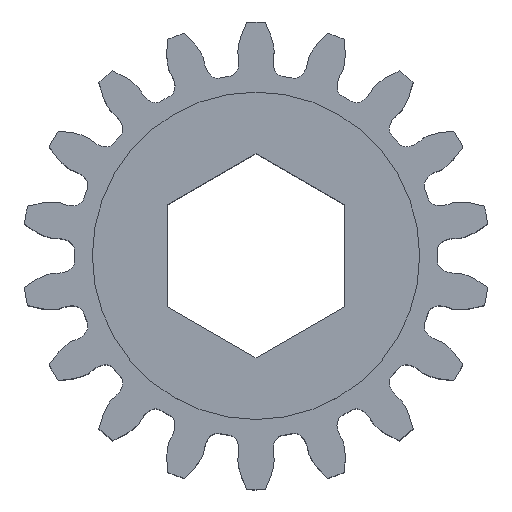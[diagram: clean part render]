
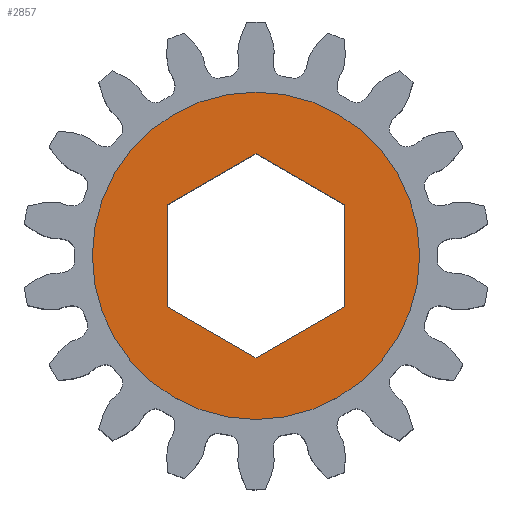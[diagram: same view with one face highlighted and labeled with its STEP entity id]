
A CAD part, top view. The second image highlights one B-rep face of the part: STEP entity #2857.
In plain terms, the highlighted planar face has unit normal (0, 0, 1).
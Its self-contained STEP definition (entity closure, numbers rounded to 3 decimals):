
#56 = DIRECTION ( 'NONE',  ( 1., 0., 0. ) ) ;
#101 = EDGE_CURVE ( 'NONE', #2714, #972, #2636, .T. ) ;
#356 = ORIENTED_EDGE ( 'NONE', *, *, #101, .T. ) ;
#363 = EDGE_CURVE ( 'NONE', #1911, #5282, #6067, .T. ) ;
#560 = VECTOR ( 'NONE', #4062, 1000. ) ;
#578 = VECTOR ( 'NONE', #5368, 1000. ) ;
#763 = DIRECTION ( 'NONE',  ( 0., 0., 1. ) ) ;
#854 = DIRECTION ( 'NONE',  ( -0.866, 0.5, 0. ) ) ;
#931 = VECTOR ( 'NONE', #4496, 1000. ) ;
#972 = VERTEX_POINT ( 'NONE', #3791 ) ;
#996 = DIRECTION ( 'NONE',  ( 0., 1., 0. ) ) ;
#1090 = ORIENTED_EDGE ( 'NONE', *, *, #2592, .F. ) ;
#1146 = LINE ( 'NONE', #2584, #4037 ) ;
#1168 = VERTEX_POINT ( 'NONE', #3294 ) ;
#1874 = PLANE ( 'NONE',  #6030 ) ;
#1911 = VERTEX_POINT ( 'NONE', #3741 ) ;
#2027 = DIRECTION ( 'NONE',  ( 0., 0., 1. ) ) ;
#2034 = ORIENTED_EDGE ( 'NONE', *, *, #363, .F. ) ;
#2385 = CARTESIAN_POINT ( 'NONE',  ( -8.89, 0., 6.325 ) ) ;
#2570 = EDGE_LOOP ( 'NONE', ( #1090, #2815, #2034, #3971, #4019, #3578 ) ) ;
#2584 = CARTESIAN_POINT ( 'NONE',  ( 0., 5.543, 6.325 ) ) ;
#2592 = EDGE_CURVE ( 'NONE', #3132, #6311, #6595, .T. ) ;
#2636 = CIRCLE ( 'NONE', #3090, 8.89 ) ;
#2684 = CARTESIAN_POINT ( 'NONE',  ( 0., 0., 6.325 ) ) ;
#2714 = VERTEX_POINT ( 'NONE', #2385 ) ;
#2815 = ORIENTED_EDGE ( 'NONE', *, *, #5123, .F. ) ;
#2857 = ADVANCED_FACE ( 'NONE', ( #3450, #4828 ), #1874, .T. ) ;
#2880 = CARTESIAN_POINT ( 'NONE',  ( 0., -5.543, 6.325 ) ) ;
#3090 = AXIS2_PLACEMENT_3D ( 'NONE', #5242, #2027, #5772 ) ;
#3132 = VERTEX_POINT ( 'NONE', #3445 ) ;
#3223 = DIRECTION ( 'NONE',  ( 0., 0., 1. ) ) ;
#3294 = CARTESIAN_POINT ( 'NONE',  ( 4.801, 2.772, 6.325 ) ) ;
#3445 = CARTESIAN_POINT ( 'NONE',  ( 0., -5.543, 6.325 ) ) ;
#3450 = FACE_BOUND ( 'NONE', #2570, .T. ) ;
#3497 = EDGE_LOOP ( 'NONE', ( #356, #5183 ) ) ;
#3563 = EDGE_CURVE ( 'NONE', #4519, #1911, #1146, .T. ) ;
#3578 = ORIENTED_EDGE ( 'NONE', *, *, #3697, .F. ) ;
#3676 = VECTOR ( 'NONE', #996, 1000. ) ;
#3697 = EDGE_CURVE ( 'NONE', #6311, #1168, #6486, .T. ) ;
#3741 = CARTESIAN_POINT ( 'NONE',  ( -4.801, 2.772, 6.325 ) ) ;
#3763 = CARTESIAN_POINT ( 'NONE',  ( -4.801, -2.772, 6.325 ) ) ;
#3791 = CARTESIAN_POINT ( 'NONE',  ( 8.89, 0., 6.325 ) ) ;
#3955 = CARTESIAN_POINT ( 'NONE',  ( 0., 0., 6.325 ) ) ;
#3971 = ORIENTED_EDGE ( 'NONE', *, *, #3563, .F. ) ;
#4019 = ORIENTED_EDGE ( 'NONE', *, *, #5698, .F. ) ;
#4037 = VECTOR ( 'NONE', #6312, 1000. ) ;
#4056 = CARTESIAN_POINT ( 'NONE',  ( 4.801, 2.772, 6.325 ) ) ;
#4062 = DIRECTION ( 'NONE',  ( 0., -1., 0. ) ) ;
#4490 = DIRECTION ( 'NONE',  ( 1., 0., 0. ) ) ;
#4496 = DIRECTION ( 'NONE',  ( 0.866, 0.5, 0. ) ) ;
#4519 = VERTEX_POINT ( 'NONE', #5840 ) ;
#4706 = AXIS2_PLACEMENT_3D ( 'NONE', #3955, #763, #4490 ) ;
#4775 = CARTESIAN_POINT ( 'NONE',  ( 4.801, -2.772, 6.325 ) ) ;
#4828 = FACE_OUTER_BOUND ( 'NONE', #3497, .T. ) ;
#5123 = EDGE_CURVE ( 'NONE', #5282, #3132, #6261, .T. ) ;
#5163 = EDGE_CURVE ( 'NONE', #972, #2714, #6098, .T. ) ;
#5183 = ORIENTED_EDGE ( 'NONE', *, *, #5163, .T. ) ;
#5242 = CARTESIAN_POINT ( 'NONE',  ( 0., 0., 6.325 ) ) ;
#5282 = VERTEX_POINT ( 'NONE', #6596 ) ;
#5368 = DIRECTION ( 'NONE',  ( 0.866, -0.5, 0. ) ) ;
#5698 = EDGE_CURVE ( 'NONE', #1168, #4519, #6820, .T. ) ;
#5760 = VECTOR ( 'NONE', #854, 1000. ) ;
#5772 = DIRECTION ( 'NONE',  ( 1., 0., 0. ) ) ;
#5840 = CARTESIAN_POINT ( 'NONE',  ( 0., 5.543, 6.325 ) ) ;
#6030 = AXIS2_PLACEMENT_3D ( 'NONE', #2684, #3223, #56 ) ;
#6067 = LINE ( 'NONE', #6779, #560 ) ;
#6098 = CIRCLE ( 'NONE', #4706, 8.89 ) ;
#6261 = LINE ( 'NONE', #3763, #578 ) ;
#6311 = VERTEX_POINT ( 'NONE', #4775 ) ;
#6312 = DIRECTION ( 'NONE',  ( -0.866, -0.5, 0. ) ) ;
#6486 = LINE ( 'NONE', #6853, #3676 ) ;
#6595 = LINE ( 'NONE', #2880, #931 ) ;
#6596 = CARTESIAN_POINT ( 'NONE',  ( -4.801, -2.772, 6.325 ) ) ;
#6779 = CARTESIAN_POINT ( 'NONE',  ( -4.801, 2.772, 6.325 ) ) ;
#6820 = LINE ( 'NONE', #4056, #5760 ) ;
#6853 = CARTESIAN_POINT ( 'NONE',  ( 4.801, -2.772, 6.325 ) ) ;
